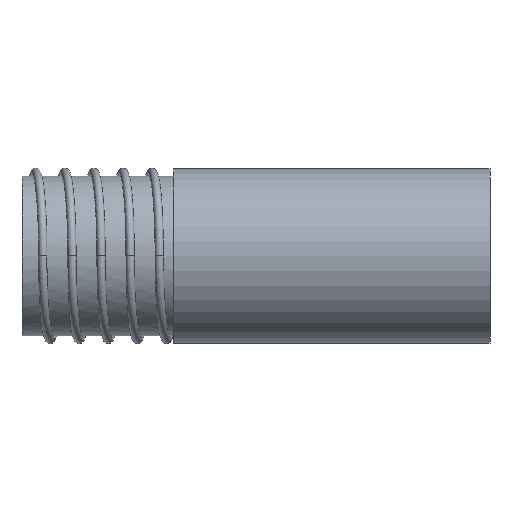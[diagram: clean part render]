
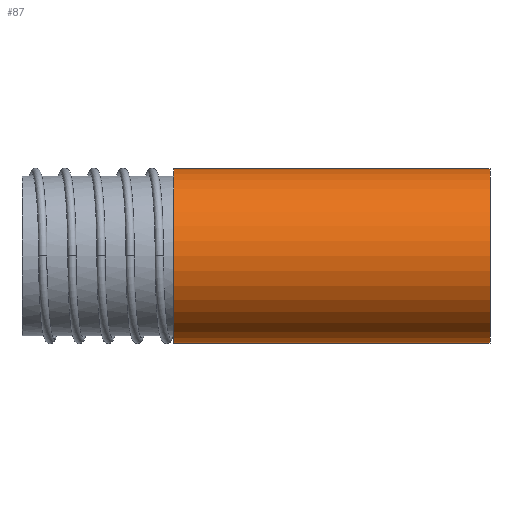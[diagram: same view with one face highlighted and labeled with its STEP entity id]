
A CAD part, front view. The second image highlights one B-rep face of the part: STEP entity #87.
In plain terms, the highlighted cylindrical face has radius 28 mm (diameter 56 mm), a full revolution.
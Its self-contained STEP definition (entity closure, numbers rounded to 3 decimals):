
#87 = ADVANCED_FACE( '', ( #121, #122 ), #123, .T. );
#121 = FACE_OUTER_BOUND( '', #162, .T. );
#122 = FACE_OUTER_BOUND( '', #163, .T. );
#123 = CYLINDRICAL_SURFACE( '', #164, 28. );
#162 = EDGE_LOOP( '', ( #274, #275, #276 ) );
#163 = EDGE_LOOP( '', ( #277 ) );
#164 = AXIS2_PLACEMENT_3D( '', #278, #279, #280 );
#274 = ORIENTED_EDGE( '', *, *, #354, .T. );
#275 = ORIENTED_EDGE( '', *, *, #352, .T. );
#276 = ORIENTED_EDGE( '', *, *, #355, .F. );
#277 = ORIENTED_EDGE( '', *, *, #356, .F. );
#278 = CARTESIAN_POINT( '', ( 150., 0., 0. ) );
#279 = DIRECTION( '', ( -1., 0., 0. ) );
#280 = DIRECTION( '', ( 0., 0., -1. ) );
#352 = EDGE_CURVE( '', #422, #420, #423, .T. );
#354 = EDGE_CURVE( '', #425, #422, #426, .T. );
#355 = EDGE_CURVE( '', #425, #420, #427, .F. );
#356 = EDGE_CURVE( '', #428, #428, #429, .T. );
#420 = VERTEX_POINT( '', #1735 );
#422 = VERTEX_POINT( '', #1784 );
#423 = CIRCLE( '', #1785, 28. );
#425 = VERTEX_POINT( '', #1788 );
#426 = CIRCLE( '', #1789, 28. );
#427 = B_SPLINE_CURVE_WITH_KNOTS( '', 3, ( #1790, #1791, #1792, #1793, #1794, #1795, #1796, #1797, #1798, #1799 ), .UNSPECIFIED., .F., .F., ( 4, 2, 2, 2, 4 ), ( 0.003, 0.006, 0.009, 0.012, 0.015 ), .UNSPECIFIED. );
#428 = VERTEX_POINT( '', #1800 );
#429 = CIRCLE( '', #1801, 28. );
#1735 = CARTESIAN_POINT( '', ( 48.661, 25.342, -11.907 ) );
#1784 = CARTESIAN_POINT( '', ( 48.661, 28., 0. ) );
#1785 = AXIS2_PLACEMENT_3D( '', #1845, #1846, #1847 );
#1788 = CARTESIAN_POINT( '', ( 48.661, 28., -0.021 ) );
#1789 = AXIS2_PLACEMENT_3D( '', #1849, #1850, #1851 );
#1790 = CARTESIAN_POINT( '', ( 48.661, 25.342, -11.907 ) );
#1791 = CARTESIAN_POINT( '', ( 48.68, 25.778, -10.979 ) );
#1792 = CARTESIAN_POINT( '', ( 48.694, 26.163, -10.028 ) );
#1793 = CARTESIAN_POINT( '', ( 48.713, 26.825, -8.09 ) );
#1794 = CARTESIAN_POINT( '', ( 48.718, 27.102, -7.108 ) );
#1795 = CARTESIAN_POINT( '', ( 48.718, 27.547, -5.118 ) );
#1796 = CARTESIAN_POINT( '', ( 48.713, 27.716, -4.109 ) );
#1797 = CARTESIAN_POINT( '', ( 48.694, 27.942, -2.071 ) );
#1798 = CARTESIAN_POINT( '', ( 48.679, 27.999, -1.045 ) );
#1799 = CARTESIAN_POINT( '', ( 48.661, 28., -0.021 ) );
#1800 = CARTESIAN_POINT( '', ( 150., 0., -28. ) );
#1801 = AXIS2_PLACEMENT_3D( '', #1852, #1853, #1854 );
#1845 = CARTESIAN_POINT( '', ( 48.661, 0., 0. ) );
#1846 = DIRECTION( '', ( 1., 0., 0. ) );
#1847 = DIRECTION( '', ( 0., 0., -1. ) );
#1849 = CARTESIAN_POINT( '', ( 48.661, 0., 0. ) );
#1850 = DIRECTION( '', ( 1., 0., 0. ) );
#1851 = DIRECTION( '', ( 0., 0., -1. ) );
#1852 = CARTESIAN_POINT( '', ( 150., 0., 0. ) );
#1853 = DIRECTION( '', ( 1., 0., 0. ) );
#1854 = DIRECTION( '', ( 0., 0., -1. ) );
